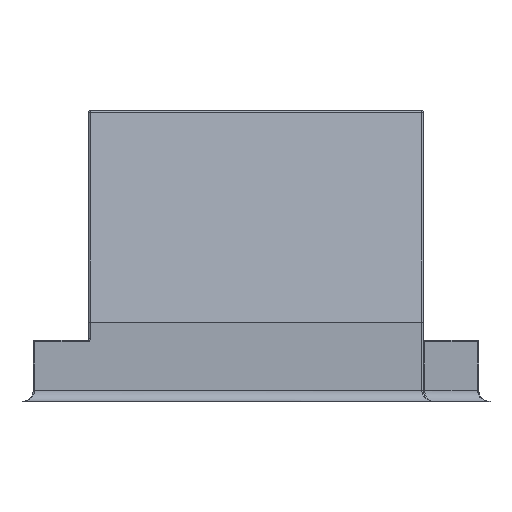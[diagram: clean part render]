
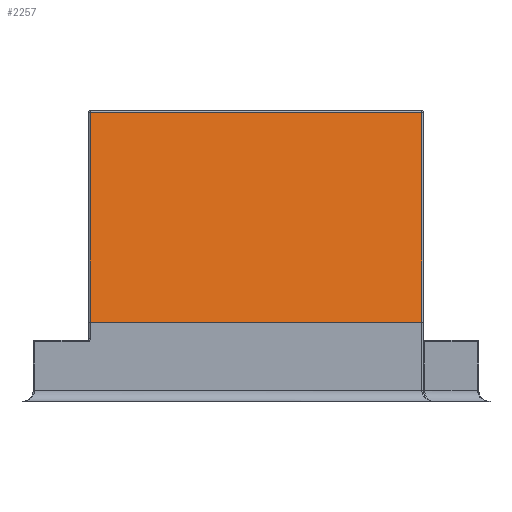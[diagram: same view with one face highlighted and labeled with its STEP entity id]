
A CAD part, front view. The second image highlights one B-rep face of the part: STEP entity #2257.
In plain terms, the highlighted planar face has unit normal (0, -0.99, 0.139).
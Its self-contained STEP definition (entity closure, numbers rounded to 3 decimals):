
#39=PLANE('',#2571);
#119=LINE('',#3815,#265);
#125=LINE('',#3838,#271);
#129=LINE('',#3878,#275);
#180=LINE('',#4250,#326);
#265=VECTOR('',#2905,10.);
#271=VECTOR('',#2933,10.);
#275=VECTOR('',#2949,10.);
#326=VECTOR('',#3186,10.);
#605=FACE_OUTER_BOUND('',#757,.T.);
#757=EDGE_LOOP('',(#2017,#2018,#2019,#2020));
#984=VERTEX_POINT('',#3560);
#1042=VERTEX_POINT('',#3810);
#1046=VERTEX_POINT('',#3831);
#1053=VERTEX_POINT('',#3876);
#1265=EDGE_CURVE('',#984,#1042,#119,.T.);
#1277=EDGE_CURVE('',#1046,#984,#125,.T.);
#1285=EDGE_CURVE('',#1053,#1046,#129,.T.);
#1400=EDGE_CURVE('',#1042,#1053,#180,.T.);
#2017=ORIENTED_EDGE('',*,*,#1285,.F.);
#2018=ORIENTED_EDGE('',*,*,#1400,.F.);
#2019=ORIENTED_EDGE('',*,*,#1265,.F.);
#2020=ORIENTED_EDGE('',*,*,#1277,.F.);
#2257=ADVANCED_FACE('',(#605),#39,.T.);
#2571=AXIS2_PLACEMENT_3D('',#4326,#3299,#3300);
#2905=DIRECTION('',(0.,0.139,0.99));
#2933=DIRECTION('',(-1.,0.,0.));
#2949=DIRECTION('',(0.,-0.139,-0.99));
#3186=DIRECTION('',(1.,0.,0.));
#3299=DIRECTION('center_axis',(0.,-0.99,
0.139));
#3300=DIRECTION('ref_axis',(0.,0.139,0.99));
#3560=CARTESIAN_POINT('',(-29.75,-29.998,6.367));
#3810=CARTESIAN_POINT('',(-29.75,-24.73,43.919));
#3815=CARTESIAN_POINT('',(-29.75,-29.851,7.412));
#3831=CARTESIAN_POINT('',(29.75,-29.998,6.367));
#3838=CARTESIAN_POINT('',(0.,-29.998,6.367));
#3876=CARTESIAN_POINT('',(29.75,-24.73,43.919));
#3878=CARTESIAN_POINT('',(29.75,-30.43,3.285));
#4250=CARTESIAN_POINT('',(30.,-24.73,43.919));
#4326=CARTESIAN_POINT('Origin',(30.,-30.,6.35));
